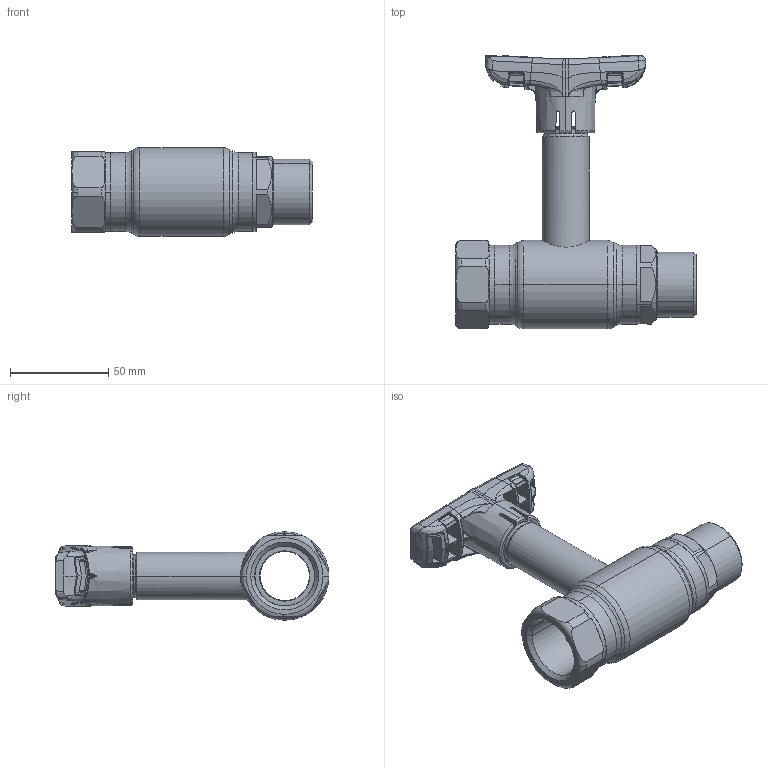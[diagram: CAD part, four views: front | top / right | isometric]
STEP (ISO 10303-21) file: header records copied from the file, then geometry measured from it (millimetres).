
FILE_DESCRIPTION (( 'STEP AP214' ), '1' );
FILE_NAME ('1025002401-1400.step', '2024-01-16T11:14:25', ( '' ), ( '' ), 'SwSTEP 2.0', 'SolidWorks 2021', '' );
FILE_SCHEMA (( 'AUTOMOTIVE_DESIGN' ));
Length unit declared in the file: millimetre
Products named in the file (1): 1025002401-1400
Bounding box: 122.5 x 139.28 x 45 mm (x, y, z)
Surface area: 41063.7 mm2 (no closed solid volume)
Topology: 0 solids, 6 shells, 618 faces, 1866 edges, 1179 vertices
Faces by surface type: bspline 460, plane 61, cylinder 45, torus 30, cone 22
Entity records: 55127 total; most frequent: CARTESIAN_POINT 36008, ORIENTED_EDGE 3201, EDGE_CURVE 1856, DIRECTION 1291, B_SPLINE_CURVE_WITH_KNOTS 1274, VERTEX_POINT 1176, EDGE_LOOP 626, UNCERTAINTY_MEASURE_WITH_UNIT 617
